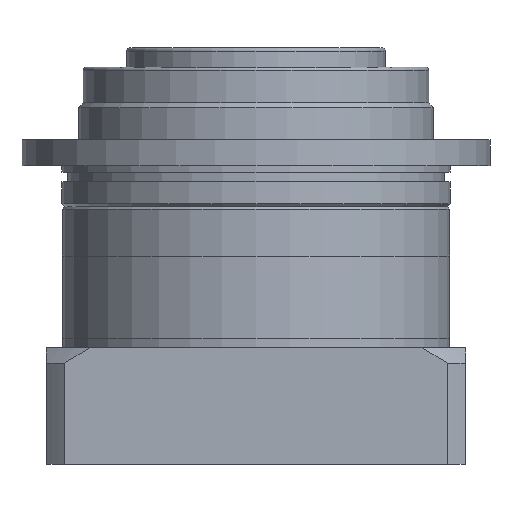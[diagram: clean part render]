
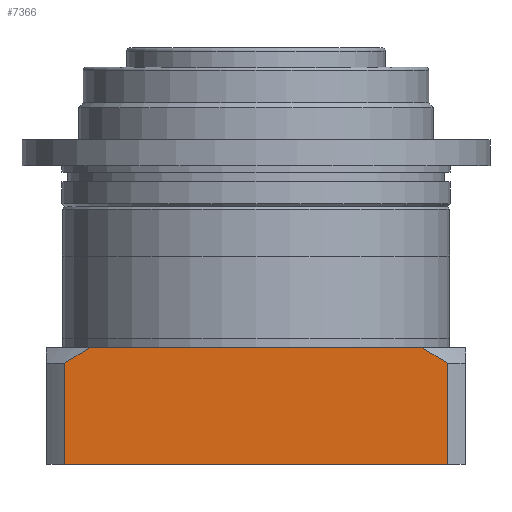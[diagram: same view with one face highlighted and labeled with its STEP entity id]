
A CAD part, front view. The second image highlights one B-rep face of the part: STEP entity #7366.
In plain terms, the highlighted planar face has unit normal (0, -1, 0).
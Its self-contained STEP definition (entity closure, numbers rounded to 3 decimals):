
#236 = CARTESIAN_POINT ( 'NONE',  ( 54.212, -65., -1.507 ) ) ;
#955 = VECTOR ( 'NONE', #2088, 1000. ) ;
#1157 = VECTOR ( 'NONE', #3850, 1000. ) ;
#1199 = CARTESIAN_POINT ( 'NONE',  ( 59.321, -65., -4.663 ) ) ;
#1433 = EDGE_CURVE ( 'NONE', #3252, #5543, #4275, .T. ) ;
#1466 = CARTESIAN_POINT ( 'NONE',  ( -59.321, -65., -36. ) ) ;
#1575 = CARTESIAN_POINT ( 'NONE',  ( 56.779, -65., -3.064 ) ) ;
#1597 = B_SPLINE_CURVE_WITH_KNOTS ( 'NONE', 3,
 ( #8339, #1575, #236, #2096 ),
 .UNSPECIFIED., .F., .F.,
 ( 4, 4 ),
 ( 0., 0.009 ),
 .UNSPECIFIED. ) ;
#1967 = CARTESIAN_POINT ( 'NONE',  ( -54.212, -65., -1.507 ) ) ;
#2071 = CARTESIAN_POINT ( 'NONE',  ( -51.614, -65., 0. ) ) ;
#2088 = DIRECTION ( 'NONE',  ( 0., 0., 1. ) ) ;
#2096 = CARTESIAN_POINT ( 'NONE',  ( 51.614, -65., 0. ) ) ;
#2185 = DIRECTION ( 'NONE',  ( 0., 1., 0. ) ) ;
#2223 = CARTESIAN_POINT ( 'NONE',  ( -56.779, -65., -3.064 ) ) ;
#2432 = ORIENTED_EDGE ( 'NONE', *, *, #3196, .F. ) ;
#2558 = CARTESIAN_POINT ( 'NONE',  ( -59.321, -65., -4.663 ) ) ;
#2762 = EDGE_LOOP ( 'NONE', ( #4543, #4645, #5005, #5026, #5234, #2432 ) ) ;
#2990 = CARTESIAN_POINT ( 'NONE',  ( -51.614, -65., 0. ) ) ;
#3041 = EDGE_CURVE ( 'NONE', #6718, #7682, #6807, .T. ) ;
#3146 = EDGE_CURVE ( 'NONE', #7682, #3252, #1597, .T. ) ;
#3161 = EDGE_CURVE ( 'NONE', #4795, #4973, #5976, .T. ) ;
#3171 = EDGE_CURVE ( 'NONE', #5543, #4973, #5695, .T. ) ;
#3196 = EDGE_CURVE ( 'NONE', #6718, #4795, #7552, .T. ) ;
#3252 = VERTEX_POINT ( 'NONE', #4900 ) ;
#3610 = CARTESIAN_POINT ( 'NONE',  ( 59.321, -65., -36. ) ) ;
#3666 = CARTESIAN_POINT ( 'NONE',  ( -59.321, -65., -4.663 ) ) ;
#3850 = DIRECTION ( 'NONE',  ( -1., 0., 0. ) ) ;
#4015 = CARTESIAN_POINT ( 'NONE',  ( 59.321, -65., -36. ) ) ;
#4124 = CARTESIAN_POINT ( 'NONE',  ( 59.321, -65., -36. ) ) ;
#4275 = LINE ( 'NONE', #5119, #6164 ) ;
#4543 = ORIENTED_EDGE ( 'NONE', *, *, #3041, .T. ) ;
#4645 = ORIENTED_EDGE ( 'NONE', *, *, #3146, .T. ) ;
#4667 = VECTOR ( 'NONE', #6966, 1000. ) ;
#4795 = VERTEX_POINT ( 'NONE', #8053 ) ;
#4900 = CARTESIAN_POINT ( 'NONE',  ( 51.614, -65., 0. ) ) ;
#4973 = VERTEX_POINT ( 'NONE', #2558 ) ;
#5005 = ORIENTED_EDGE ( 'NONE', *, *, #1433, .T. ) ;
#5026 = ORIENTED_EDGE ( 'NONE', *, *, #3171, .T. ) ;
#5119 = CARTESIAN_POINT ( 'NONE',  ( 59.321, -65., 0. ) ) ;
#5234 = ORIENTED_EDGE ( 'NONE', *, *, #3161, .F. ) ;
#5543 = VERTEX_POINT ( 'NONE', #2990 ) ;
#5695 = B_SPLINE_CURVE_WITH_KNOTS ( 'NONE', 3,
 ( #2071, #1967, #2223, #3666 ),
 .UNSPECIFIED., .F., .F.,
 ( 4, 4 ),
 ( 0., 0.009 ),
 .UNSPECIFIED. ) ;
#5817 = FACE_OUTER_BOUND ( 'NONE', #2762, .T. ) ;
#5924 = PLANE ( 'NONE',  #6389 ) ;
#5976 = LINE ( 'NONE', #1466, #955 ) ;
#6164 = VECTOR ( 'NONE', #6223, 1000. ) ;
#6223 = DIRECTION ( 'NONE',  ( -1., 0., 0. ) ) ;
#6389 = AXIS2_PLACEMENT_3D ( 'NONE', #4015, #2185, #6582 ) ;
#6582 = DIRECTION ( 'NONE',  ( 0., 0., 1. ) ) ;
#6718 = VERTEX_POINT ( 'NONE', #4124 ) ;
#6807 = LINE ( 'NONE', #7575, #4667 ) ;
#6966 = DIRECTION ( 'NONE',  ( 0., 0., 1. ) ) ;
#7366 = ADVANCED_FACE ( 'NONE', ( #5817 ), #5924, .F. ) ;
#7552 = LINE ( 'NONE', #3610, #1157 ) ;
#7575 = CARTESIAN_POINT ( 'NONE',  ( 59.321, -65., -36. ) ) ;
#7682 = VERTEX_POINT ( 'NONE', #1199 ) ;
#8053 = CARTESIAN_POINT ( 'NONE',  ( -59.321, -65., -36. ) ) ;
#8339 = CARTESIAN_POINT ( 'NONE',  ( 59.321, -65., -4.663 ) ) ;
